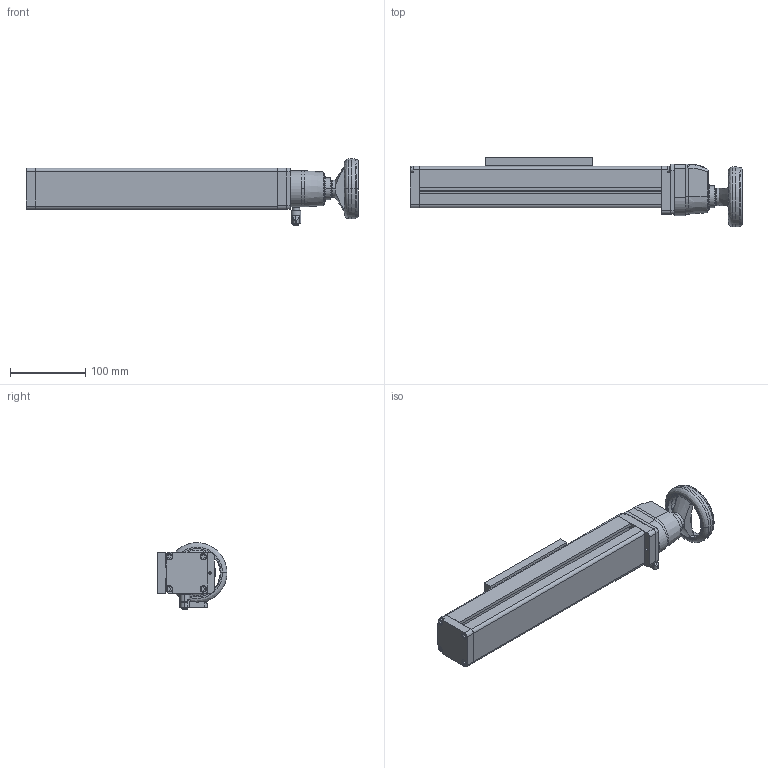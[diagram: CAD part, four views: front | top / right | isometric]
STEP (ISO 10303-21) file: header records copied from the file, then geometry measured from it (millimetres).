
FILE_DESCRIPTION (( 'STEP AP203' ), '1' );
FILE_NAME ('800.070.STEP', '2016-01-20T14:02:35', ( 'SICO-SERVICE' ), ( 'Hewlett-Packard Company' ), 'SwSTEP 2.0', 'SolidWorks 2016', '' );
FILE_SCHEMA (( 'CONFIG_CONTROL_DESIGN' ));
Length unit declared in the file: millimetre
Products named in the file (25): CUSCINETTI A SFERE_608-2RS; 800.040.605; 800.070.PROFILO_Default<A macchina>; RONDELLE FASCIA LARGA UNI 6593_4.3x16UNI 6593; 800.040.601; Base_for_spindle_locking_BSA52-20_2_03; 800.040.606; CHIAVETTE_A 2x2x12 UNI 6604-69; VITE TCEI A GAMBO RETTIFICATO_97-8x30; 800.070.TONDO; 800.040.041-1; 084.301.000 VITI ALUSIC_084.301.009; 800.070; 084.529.009; 800.040.603_Default<A macchina>; 084.301.000 VITI ALUSIC_084.301.008; conical spring washer 1_din_DIN 6796-10; circlip for shafts normal_din_Circlip DIN 471 - 8 x 0.8; BUSSOLE CON COLLARE DIN 172 CORTE_D.8; 800.040.A01; CE.82151; 800.040.602; 800.040.604; 800.040.607.XXXX_Default<A macchina>; 78421-R VRTP.80+I A-8
Assembly tree (46 placements, depth 3):
  800.070
    800.040.607.XXXX_Default<A macchina>
    800.070.PROFILO_Default<A macchina>
    800.040.A01
      800.040.606
      800.040.041-1  x4
      084.529.009  x4
      084.301.000 VITI ALUSIC_084.301.008  x4
      circlip for shafts normal_din_Circlip DIN 471 - 8 x 0.8  x4
    800.040.602
    CUSCINETTI A SFERE_608-2RS  x2
    800.040.601
    VITE TCEI A GAMBO RETTIFICATO_97-8x30
    78421-R VRTP.80+I A-8
    RONDELLE FASCIA LARGA UNI 6593_4.3x16UNI 6593
    084.301.000 VITI ALUSIC_084.301.008
    CHIAVETTE_A 2x2x12 UNI 6604-69
    084.301.000 VITI ALUSIC_084.301.009  x8
    800.040.603_Default<A macchina>
    conical spring washer 1_din_DIN 6796-10
    BUSSOLE CON COLLARE DIN 172 CORTE_D.8
    CE.82151
    800.040.604
    800.040.605
    Base_for_spindle_locking_BSA52-20_2_03
    800.070.TONDO  x2
Bounding box: 441.5 x 92.95 x 88.5 mm (x, y, z)
Volume: 684569.9 mm3; surface area: 389970.7 mm2
Topology: 61 solids, 65 shells, 1509 faces, 3559 edges, 2252 vertices
Faces by surface type: plane 569, cylinder 559, cone 183, torus 174, bspline 24
Entity records: 32019 total; most frequent: CARTESIAN_POINT 6467, DIRECTION 4953, ORIENTED_EDGE 4446, EDGE_CURVE 2238, AXIS2_PLACEMENT_3D 1903, VERTEX_POINT 1445, LINE 1147, VECTOR 1147
